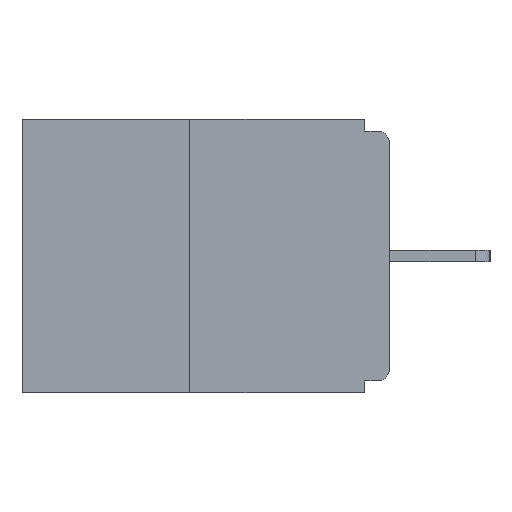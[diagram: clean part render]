
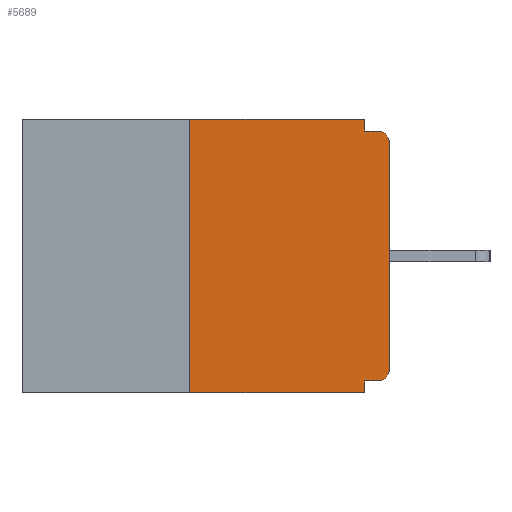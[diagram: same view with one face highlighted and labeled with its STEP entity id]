
A CAD part, left-side view. The second image highlights one B-rep face of the part: STEP entity #5689.
In plain terms, the highlighted planar face has unit normal (-1, 0, 0).
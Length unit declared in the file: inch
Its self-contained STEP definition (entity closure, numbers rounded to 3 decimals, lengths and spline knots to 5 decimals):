
#732 = EDGE_CURVE ( 'NONE', #2413, #2734, #8233, .T. ) ;
#735 = DIRECTION ( 'NONE',  ( 1., 0., 0. ) ) ;
#817 = FACE_OUTER_BOUND ( 'NONE', #1313, .T. ) ;
#894 = VECTOR ( 'NONE', #12225, 39.37008 ) ;
#965 = AXIS2_PLACEMENT_3D ( 'NONE', #1392, #8257, #3266 ) ;
#1183 = LINE ( 'NONE', #8176, #7032 ) ;
#1309 = ORIENTED_EDGE ( 'NONE', *, *, #6769, .F. ) ;
#1313 = EDGE_LOOP ( 'NONE', ( #12568, #11428, #11154, #1309, #8515, #5273, #3667, #6504, #9161, #12419 ) ) ;
#1334 = CARTESIAN_POINT ( 'NONE',  ( 0., 0.46, -0.343 ) ) ;
#1392 = CARTESIAN_POINT ( 'NONE',  ( 0., 0.015, -0.03 ) ) ;
#1420 = VECTOR ( 'NONE', #10139, 39.37008 ) ;
#1785 = CARTESIAN_POINT ( 'NONE',  ( 0., 0., -0.313 ) ) ;
#1808 = PLANE ( 'NONE',  #6999 ) ;
#1844 = DIRECTION ( 'NONE',  ( 0., 1., 0. ) ) ;
#2266 = VECTOR ( 'NONE', #7241, 39.37008 ) ;
#2413 = VERTEX_POINT ( 'NONE', #6133 ) ;
#2598 = LINE ( 'NONE', #10768, #10256 ) ;
#2685 = VERTEX_POINT ( 'NONE', #6397 ) ;
#2734 = VERTEX_POINT ( 'NONE', #4716 ) ;
#2869 = EDGE_CURVE ( 'NONE', #12100, #7950, #2598, .T. ) ;
#3223 = EDGE_CURVE ( 'NONE', #11686, #10464, #5474, .T. ) ;
#3266 = DIRECTION ( 'NONE',  ( 0., 0., -1. ) ) ;
#3322 = EDGE_CURVE ( 'NONE', #10786, #2685, #5954, .T. ) ;
#3341 = DIRECTION ( 'NONE',  ( 0., -1., 0. ) ) ;
#3354 = VECTOR ( 'NONE', #5209, 39.37008 ) ;
#3667 = ORIENTED_EDGE ( 'NONE', *, *, #3223, .T. ) ;
#4147 = CARTESIAN_POINT ( 'NONE',  ( 0., 0., -0.03 ) ) ;
#4579 = DIRECTION ( 'NONE',  ( 0., 0., -1. ) ) ;
#4588 = CARTESIAN_POINT ( 'NONE',  ( 0., 0.46, 0. ) ) ;
#4716 = CARTESIAN_POINT ( 'NONE',  ( 0., 0.031, -0.343 ) ) ;
#5133 = EDGE_CURVE ( 'NONE', #10464, #2685, #7283, .T. ) ;
#5209 = DIRECTION ( 'NONE',  ( 0., -1., 0. ) ) ;
#5273 = ORIENTED_EDGE ( 'NONE', *, *, #6079, .T. ) ;
#5474 = LINE ( 'NONE', #7391, #894 ) ;
#5689 = ADVANCED_FACE ( 'NONE', ( #817 ), #1808, .F. ) ;
#5769 = VECTOR ( 'NONE', #10062, 39.37008 ) ;
#5954 = LINE ( 'NONE', #8147, #3354 ) ;
#6079 = EDGE_CURVE ( 'NONE', #12100, #11686, #11569, .T. ) ;
#6133 = CARTESIAN_POINT ( 'NONE',  ( 0., 0.25, -0.343 ) ) ;
#6236 = LINE ( 'NONE', #9936, #5769 ) ;
#6397 = CARTESIAN_POINT ( 'NONE',  ( 0., 0.015, -0.015 ) ) ;
#6504 = ORIENTED_EDGE ( 'NONE', *, *, #5133, .T. ) ;
#6769 = EDGE_CURVE ( 'NONE', #7950, #2734, #6236, .T. ) ;
#6823 = AXIS2_PLACEMENT_3D ( 'NONE', #12287, #8580, #4579 ) ;
#6960 = LINE ( 'NONE', #10111, #1420 ) ;
#6999 = AXIS2_PLACEMENT_3D ( 'NONE', #4588, #735, #7583 ) ;
#7032 = VECTOR ( 'NONE', #3341, 39.37008 ) ;
#7104 = VERTEX_POINT ( 'NONE', #10897 ) ;
#7241 = DIRECTION ( 'NONE',  ( 0., -1., 0. ) ) ;
#7283 = CIRCLE ( 'NONE', #965, 0.015 ) ;
#7391 = CARTESIAN_POINT ( 'NONE',  ( 0., 0., 0. ) ) ;
#7583 = DIRECTION ( 'NONE',  ( 0., 0., -1. ) ) ;
#7727 = EDGE_CURVE ( 'NONE', #7104, #10786, #12097, .T. ) ;
#7950 = VERTEX_POINT ( 'NONE', #9688 ) ;
#8147 = CARTESIAN_POINT ( 'NONE',  ( 0., 0., -0.015 ) ) ;
#8176 = CARTESIAN_POINT ( 'NONE',  ( 0., 0.46, 0. ) ) ;
#8233 = LINE ( 'NONE', #1334, #2266 ) ;
#8257 = DIRECTION ( 'NONE',  ( -1., 0., 0. ) ) ;
#8317 = CARTESIAN_POINT ( 'NONE',  ( 0., 0.031, 0. ) ) ;
#8346 = VECTOR ( 'NONE', #10273, 39.37008 ) ;
#8515 = ORIENTED_EDGE ( 'NONE', *, *, #2869, .F. ) ;
#8580 = DIRECTION ( 'NONE',  ( -1., 0., 0. ) ) ;
#9161 = ORIENTED_EDGE ( 'NONE', *, *, #3322, .F. ) ;
#9688 = CARTESIAN_POINT ( 'NONE',  ( 0., 0.031, -0.328 ) ) ;
#9843 = EDGE_CURVE ( 'NONE', #9892, #7104, #1183, .T. ) ;
#9892 = VERTEX_POINT ( 'NONE', #10074 ) ;
#9936 = CARTESIAN_POINT ( 'NONE',  ( 0., 0.031, -0.343 ) ) ;
#10062 = DIRECTION ( 'NONE',  ( 0., 0., -1. ) ) ;
#10074 = CARTESIAN_POINT ( 'NONE',  ( 0., 0.25, 0. ) ) ;
#10111 = CARTESIAN_POINT ( 'NONE',  ( 0., 0.25, 0. ) ) ;
#10139 = DIRECTION ( 'NONE',  ( 0., 0., 1. ) ) ;
#10256 = VECTOR ( 'NONE', #1844, 39.37008 ) ;
#10273 = DIRECTION ( 'NONE',  ( 0., 0., -1. ) ) ;
#10409 = CARTESIAN_POINT ( 'NONE',  ( 0., 0.031, -0.015 ) ) ;
#10464 = VERTEX_POINT ( 'NONE', #4147 ) ;
#10768 = CARTESIAN_POINT ( 'NONE',  ( 0., 0., -0.328 ) ) ;
#10786 = VERTEX_POINT ( 'NONE', #10409 ) ;
#10897 = CARTESIAN_POINT ( 'NONE',  ( 0., 0.031, 0. ) ) ;
#11154 = ORIENTED_EDGE ( 'NONE', *, *, #732, .T. ) ;
#11428 = ORIENTED_EDGE ( 'NONE', *, *, #11594, .F. ) ;
#11569 = CIRCLE ( 'NONE', #6823, 0.015 ) ;
#11594 = EDGE_CURVE ( 'NONE', #2413, #9892, #6960, .T. ) ;
#11686 = VERTEX_POINT ( 'NONE', #1785 ) ;
#12097 = LINE ( 'NONE', #8317, #8346 ) ;
#12100 = VERTEX_POINT ( 'NONE', #12519 ) ;
#12225 = DIRECTION ( 'NONE',  ( 0., 0., 1. ) ) ;
#12287 = CARTESIAN_POINT ( 'NONE',  ( 0., 0.015, -0.313 ) ) ;
#12419 = ORIENTED_EDGE ( 'NONE', *, *, #7727, .F. ) ;
#12519 = CARTESIAN_POINT ( 'NONE',  ( 0., 0.015, -0.328 ) ) ;
#12568 = ORIENTED_EDGE ( 'NONE', *, *, #9843, .F. ) ;
